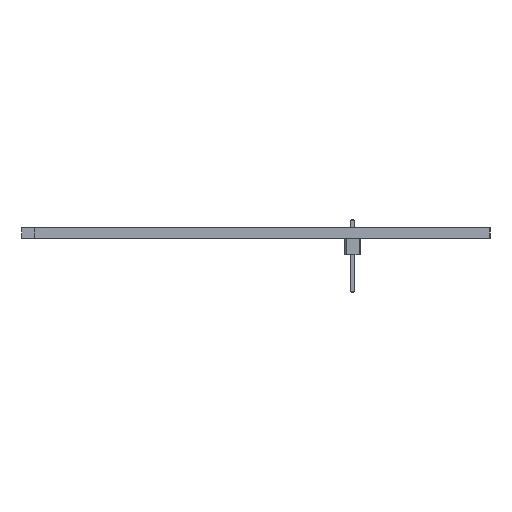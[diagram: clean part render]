
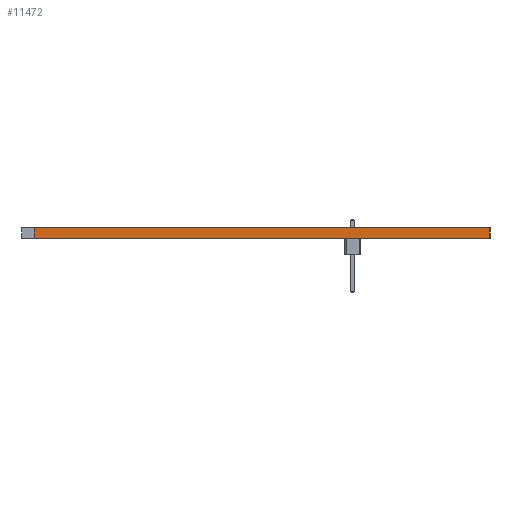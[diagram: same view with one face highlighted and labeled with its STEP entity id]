
A CAD part, left-side view. The second image highlights one B-rep face of the part: STEP entity #11472.
In plain terms, the highlighted planar face has unit normal (-1, 0, 0).
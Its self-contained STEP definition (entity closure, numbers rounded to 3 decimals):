
#11291 = PLANE('',#11292);
#11292 = AXIS2_PLACEMENT_3D('',#11293,#11294,#11295);
#11293 = CARTESIAN_POINT('',(248.92,-106.68,0.));
#11294 = DIRECTION('',(0.,-1.,0.));
#11295 = DIRECTION('',(-1.,0.,0.));
#11316 = VERTEX_POINT('',#11317);
#11317 = CARTESIAN_POINT('',(51.435,-106.68,1.6));
#11331 = PLANE('',#11332);
#11332 = AXIS2_PLACEMENT_3D('',#11333,#11334,#11335);
#11333 = CARTESIAN_POINT('',(150.178,-69.85,1.6));
#11334 = DIRECTION('',(0.,0.,-1.));
#11335 = DIRECTION('',(-1.,0.,0.));
#11343 = EDGE_CURVE('',#11344,#11316,#11346,.T.);
#11344 = VERTEX_POINT('',#11345);
#11345 = CARTESIAN_POINT('',(51.435,-106.68,0.));
#11346 = SURFACE_CURVE('',#11347,(#11351,#11358),.PCURVE_S1.);
#11347 = LINE('',#11348,#11349);
#11348 = CARTESIAN_POINT('',(51.435,-106.68,0.));
#11349 = VECTOR('',#11350,1.);
#11350 = DIRECTION('',(0.,0.,1.));
#11351 = PCURVE('',#11291,#11352);
#11352 = DEFINITIONAL_REPRESENTATION('',(#11353),#11357);
#11353 = LINE('',#11354,#11355);
#11354 = CARTESIAN_POINT('',(197.485,0.));
#11355 = VECTOR('',#11356,1.);
#11356 = DIRECTION('',(0.,-1.));
#11357 = ( GEOMETRIC_REPRESENTATION_CONTEXT(2) 
PARAMETRIC_REPRESENTATION_CONTEXT() REPRESENTATION_CONTEXT('2D SPACE',''
  ) );
#11358 = PCURVE('',#11359,#11364);
#11359 = PLANE('',#11360);
#11360 = AXIS2_PLACEMENT_3D('',#11361,#11362,#11363);
#11361 = CARTESIAN_POINT('',(51.435,-106.68,0.));
#11362 = DIRECTION('',(-1.,0.,0.));
#11363 = DIRECTION('',(0.,1.,0.));
#11364 = DEFINITIONAL_REPRESENTATION('',(#11365),#11369);
#11365 = LINE('',#11366,#11367);
#11366 = CARTESIAN_POINT('',(0.,0.));
#11367 = VECTOR('',#11368,1.);
#11368 = DIRECTION('',(0.,-1.));
#11369 = ( GEOMETRIC_REPRESENTATION_CONTEXT(2) 
PARAMETRIC_REPRESENTATION_CONTEXT() REPRESENTATION_CONTEXT('2D SPACE',''
  ) );
#11385 = PLANE('',#11386);
#11386 = AXIS2_PLACEMENT_3D('',#11387,#11388,#11389);
#11387 = CARTESIAN_POINT('',(150.178,-69.85,0.));
#11388 = DIRECTION('',(0.,0.,-1.));
#11389 = DIRECTION('',(-1.,0.,0.));
#11472 = ADVANCED_FACE('',(#11473),#11359,.T.);
#11473 = FACE_BOUND('',#11474,.T.);
#11474 = EDGE_LOOP('',(#11475,#11476,#11499,#11527));
#11475 = ORIENTED_EDGE('',*,*,#11343,.T.);
#11476 = ORIENTED_EDGE('',*,*,#11477,.T.);
#11477 = EDGE_CURVE('',#11316,#11478,#11480,.T.);
#11478 = VERTEX_POINT('',#11479);
#11479 = CARTESIAN_POINT('',(51.435,-34.925,1.6));
#11480 = SURFACE_CURVE('',#11481,(#11485,#11492),.PCURVE_S1.);
#11481 = LINE('',#11482,#11483);
#11482 = CARTESIAN_POINT('',(51.435,-106.68,1.6));
#11483 = VECTOR('',#11484,1.);
#11484 = DIRECTION('',(0.,1.,0.));
#11485 = PCURVE('',#11359,#11486);
#11486 = DEFINITIONAL_REPRESENTATION('',(#11487),#11491);
#11487 = LINE('',#11488,#11489);
#11488 = CARTESIAN_POINT('',(0.,-1.6));
#11489 = VECTOR('',#11490,1.);
#11490 = DIRECTION('',(1.,0.));
#11491 = ( GEOMETRIC_REPRESENTATION_CONTEXT(2) 
PARAMETRIC_REPRESENTATION_CONTEXT() REPRESENTATION_CONTEXT('2D SPACE',''
  ) );
#11492 = PCURVE('',#11331,#11493);
#11493 = DEFINITIONAL_REPRESENTATION('',(#11494),#11498);
#11494 = LINE('',#11495,#11496);
#11495 = CARTESIAN_POINT('',(98.743,-36.83));
#11496 = VECTOR('',#11497,1.);
#11497 = DIRECTION('',(0.,1.));
#11498 = ( GEOMETRIC_REPRESENTATION_CONTEXT(2) 
PARAMETRIC_REPRESENTATION_CONTEXT() REPRESENTATION_CONTEXT('2D SPACE',''
  ) );
#11499 = ORIENTED_EDGE('',*,*,#11500,.F.);
#11500 = EDGE_CURVE('',#11501,#11478,#11503,.T.);
#11501 = VERTEX_POINT('',#11502);
#11502 = CARTESIAN_POINT('',(51.435,-34.925,0.));
#11503 = SURFACE_CURVE('',#11504,(#11508,#11515),.PCURVE_S1.);
#11504 = LINE('',#11505,#11506);
#11505 = CARTESIAN_POINT('',(51.435,-34.925,0.));
#11506 = VECTOR('',#11507,1.);
#11507 = DIRECTION('',(0.,0.,1.));
#11508 = PCURVE('',#11359,#11509);
#11509 = DEFINITIONAL_REPRESENTATION('',(#11510),#11514);
#11510 = LINE('',#11511,#11512);
#11511 = CARTESIAN_POINT('',(71.755,0.));
#11512 = VECTOR('',#11513,1.);
#11513 = DIRECTION('',(0.,-1.));
#11514 = ( GEOMETRIC_REPRESENTATION_CONTEXT(2) 
PARAMETRIC_REPRESENTATION_CONTEXT() REPRESENTATION_CONTEXT('2D SPACE',''
  ) );
#11515 = PCURVE('',#11516,#11521);
#11516 = PLANE('',#11517);
#11517 = AXIS2_PLACEMENT_3D('',#11518,#11519,#11520);
#11518 = CARTESIAN_POINT('',(51.435,-34.925,0.));
#11519 = DIRECTION('',(-1.,0.,0.));
#11520 = DIRECTION('',(0.,1.,0.));
#11521 = DEFINITIONAL_REPRESENTATION('',(#11522),#11526);
#11522 = LINE('',#11523,#11524);
#11523 = CARTESIAN_POINT('',(0.,0.));
#11524 = VECTOR('',#11525,1.);
#11525 = DIRECTION('',(0.,-1.));
#11526 = ( GEOMETRIC_REPRESENTATION_CONTEXT(2) 
PARAMETRIC_REPRESENTATION_CONTEXT() REPRESENTATION_CONTEXT('2D SPACE',''
  ) );
#11527 = ORIENTED_EDGE('',*,*,#11528,.F.);
#11528 = EDGE_CURVE('',#11344,#11501,#11529,.T.);
#11529 = SURFACE_CURVE('',#11530,(#11534,#11541),.PCURVE_S1.);
#11530 = LINE('',#11531,#11532);
#11531 = CARTESIAN_POINT('',(51.435,-106.68,0.));
#11532 = VECTOR('',#11533,1.);
#11533 = DIRECTION('',(0.,1.,0.));
#11534 = PCURVE('',#11359,#11535);
#11535 = DEFINITIONAL_REPRESENTATION('',(#11536),#11540);
#11536 = LINE('',#11537,#11538);
#11537 = CARTESIAN_POINT('',(0.,0.));
#11538 = VECTOR('',#11539,1.);
#11539 = DIRECTION('',(1.,0.));
#11540 = ( GEOMETRIC_REPRESENTATION_CONTEXT(2) 
PARAMETRIC_REPRESENTATION_CONTEXT() REPRESENTATION_CONTEXT('2D SPACE',''
  ) );
#11541 = PCURVE('',#11385,#11542);
#11542 = DEFINITIONAL_REPRESENTATION('',(#11543),#11547);
#11543 = LINE('',#11544,#11545);
#11544 = CARTESIAN_POINT('',(98.743,-36.83));
#11545 = VECTOR('',#11546,1.);
#11546 = DIRECTION('',(0.,1.));
#11547 = ( GEOMETRIC_REPRESENTATION_CONTEXT(2) 
PARAMETRIC_REPRESENTATION_CONTEXT() REPRESENTATION_CONTEXT('2D SPACE',''
  ) );
